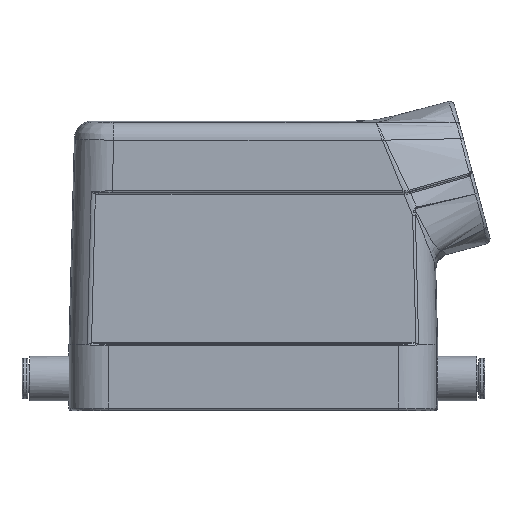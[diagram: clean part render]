
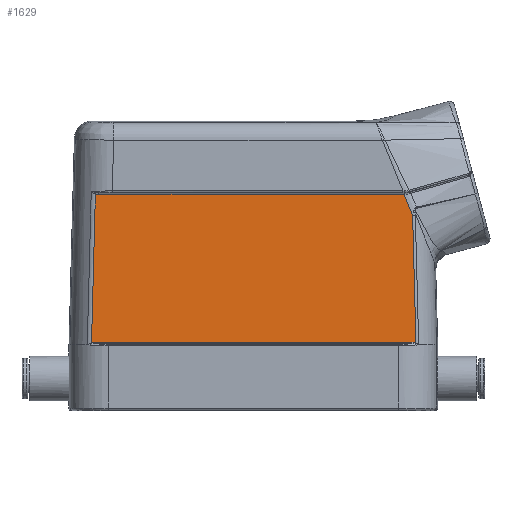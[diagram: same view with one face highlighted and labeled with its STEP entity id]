
A CAD part, front view. The second image highlights one B-rep face of the part: STEP entity #1629.
In plain terms, the highlighted planar face has unit normal (0, -1, 0.015).
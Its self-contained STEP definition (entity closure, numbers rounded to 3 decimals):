
#1248=FACE_OUTER_BOUND('',#2306,.T.);
#1629=ADVANCED_FACE('',(#1248),#2048,.T.);
#2048=PLANE('',#10521);
#2306=EDGE_LOOP('',(#3019,#3020,#3021,#3022,#3023,#3024,#3025,#3026));
#3019=ORIENTED_EDGE('',*,*,#5537,.T.);
#3020=ORIENTED_EDGE('',*,*,#5538,.T.);
#3021=ORIENTED_EDGE('',*,*,#5539,.T.);
#3022=ORIENTED_EDGE('',*,*,#5540,.T.);
#3023=ORIENTED_EDGE('',*,*,#5541,.T.);
#3024=ORIENTED_EDGE('',*,*,#5542,.T.);
#3025=ORIENTED_EDGE('',*,*,#5543,.T.);
#3026=ORIENTED_EDGE('',*,*,#5544,.T.);
#4935=VERTEX_POINT('',#14944);
#4936=VERTEX_POINT('',#14945);
#4937=VERTEX_POINT('',#14950);
#4938=VERTEX_POINT('',#14952);
#4939=VERTEX_POINT('',#14957);
#4940=VERTEX_POINT('',#14959);
#4941=VERTEX_POINT('',#14967);
#4942=VERTEX_POINT('',#14969);
#5537=EDGE_CURVE('',#4935,#4936,#8434,.T.);
#5538=EDGE_CURVE('',#4936,#4937,#6736,.T.);
#5539=EDGE_CURVE('',#4937,#4938,#8435,.T.);
#5540=EDGE_CURVE('',#4938,#4939,#6737,.T.);
#5541=EDGE_CURVE('',#4939,#4940,#8436,.T.);
#5542=EDGE_CURVE('',#4940,#4941,#6738,.T.);
#5543=EDGE_CURVE('',#4941,#4942,#8437,.T.);
#5544=EDGE_CURVE('',#4942,#4935,#6739,.T.);
#6736=B_SPLINE_CURVE_WITH_KNOTS('',3,(#14946,#14947,#14948,#14949),
 .UNSPECIFIED.,.F.,.F.,(4,4),(0.,1.),.UNSPECIFIED.);
#6737=B_SPLINE_CURVE_WITH_KNOTS('',3,(#14953,#14954,#14955,#14956),
 .UNSPECIFIED.,.F.,.F.,(4,4),(0.,1.),.UNSPECIFIED.);
#6738=B_SPLINE_CURVE_WITH_KNOTS('',3,(#14960,#14961,#14962,#14963,#14964,
#14965,#14966),.UNSPECIFIED.,.F.,.F.,(4,3,4),(0.,0.369,1.),
 .UNSPECIFIED.);
#6739=B_SPLINE_CURVE_WITH_KNOTS('',3,(#14970,#14971,#14972,#14973,#14974,
#14975,#14976,#14977,#14978,#14979,#14980,#14981,#14982,#14983,#14984,#14985),
 .UNSPECIFIED.,.F.,.F.,(4,3,3,3,3,4),(0.,0.045,0.339,
0.634,0.909,1.),.UNSPECIFIED.);
#8434=LINE('',#14943,#8996);
#8435=LINE('',#14951,#8997);
#8436=LINE('',#14958,#8998);
#8437=LINE('',#14968,#8999);
#8996=VECTOR('',#11359,1.);
#8997=VECTOR('',#11360,1.);
#8998=VECTOR('',#11361,1.);
#8999=VECTOR('',#11362,1.);
#10521=AXIS2_PLACEMENT_3D('',#14986,#11363,#11364);
#11359=DIRECTION('',(-1.,0.,0.));
#11360=DIRECTION('',(-0.026,-0.015,-1.));
#11361=DIRECTION('',(1.,0.,0.));
#11362=DIRECTION('',(-0.026,0.015,1.));
#11363=DIRECTION('',(0.,-1.,0.015));
#11364=DIRECTION('',(0.,-0.015,-1.));
#14943=CARTESIAN_POINT('',(-30.969,-20.063,33.419));
#14944=CARTESIAN_POINT('',(29.693,-20.063,33.419));
#14945=CARTESIAN_POINT('',(-30.398,-20.063,33.419));
#14946=CARTESIAN_POINT('',(-30.398,-20.063,33.419));
#14947=CARTESIAN_POINT('',(-30.636,-20.063,33.419));
#14948=CARTESIAN_POINT('',(-30.873,-20.063,33.434));
#14949=CARTESIAN_POINT('',(-31.103,-20.062,33.5));
#14950=CARTESIAN_POINT('',(-31.103,-20.062,33.5));
#14951=CARTESIAN_POINT('',(-31.822,-20.471,5.793));
#14952=CARTESIAN_POINT('',(-31.863,-20.495,4.205));
#14953=CARTESIAN_POINT('',(-31.863,-20.495,4.205));
#14954=CARTESIAN_POINT('',(-31.654,-20.494,4.26));
#14955=CARTESIAN_POINT('',(-31.434,-20.494,4.275));
#14956=CARTESIAN_POINT('',(-31.218,-20.494,4.275));
#14957=CARTESIAN_POINT('',(-31.218,-20.494,4.275));
#14958=CARTESIAN_POINT('',(31.764,-20.494,4.275));
#14959=CARTESIAN_POINT('',(31.218,-20.494,4.275));
#14960=CARTESIAN_POINT('',(31.218,-20.494,4.275));
#14961=CARTESIAN_POINT('',(31.317,-20.494,4.275));
#14962=CARTESIAN_POINT('',(31.417,-20.494,4.271));
#14963=CARTESIAN_POINT('',(31.516,-20.494,4.263));
#14964=CARTESIAN_POINT('',(31.684,-20.494,4.248));
#14965=CARTESIAN_POINT('',(31.854,-20.494,4.219));
#14966=CARTESIAN_POINT('',(32.012,-20.495,4.157));
#14967=CARTESIAN_POINT('',(32.012,-20.495,4.157));
#14968=CARTESIAN_POINT('',(32.018,-20.499,3.916));
#14969=CARTESIAN_POINT('',(31.36,-20.124,29.273));
#14970=CARTESIAN_POINT('',(31.36,-20.124,29.273));
#14971=CARTESIAN_POINT('',(31.336,-20.123,29.335));
#14972=CARTESIAN_POINT('',(31.313,-20.122,29.397));
#14973=CARTESIAN_POINT('',(31.289,-20.122,29.459));
#14974=CARTESIAN_POINT('',(31.13,-20.116,29.869));
#14975=CARTESIAN_POINT('',(30.973,-20.109,30.279));
#14976=CARTESIAN_POINT('',(30.813,-20.103,30.688));
#14977=CARTESIAN_POINT('',(30.653,-20.097,31.096));
#14978=CARTESIAN_POINT('',(30.49,-20.091,31.504));
#14979=CARTESIAN_POINT('',(30.324,-20.085,31.911));
#14980=CARTESIAN_POINT('',(30.169,-20.08,32.29));
#14981=CARTESIAN_POINT('',(30.011,-20.074,32.669));
#14982=CARTESIAN_POINT('',(29.852,-20.069,33.046));
#14983=CARTESIAN_POINT('',(29.799,-20.067,33.171));
#14984=CARTESIAN_POINT('',(29.746,-20.065,33.295));
#14985=CARTESIAN_POINT('',(29.693,-20.063,33.419));
#14986=CARTESIAN_POINT('',(36.3,-20.497,4.027));
